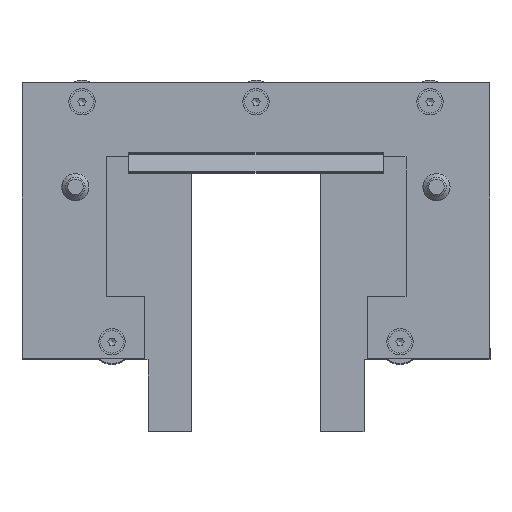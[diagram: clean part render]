
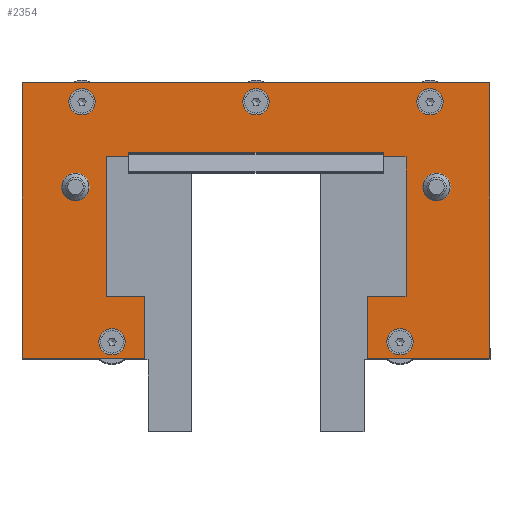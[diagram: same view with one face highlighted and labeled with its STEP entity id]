
A CAD part, top view. The second image highlights one B-rep face of the part: STEP entity #2354.
In plain terms, the highlighted planar face has unit normal (0, 0, 1).
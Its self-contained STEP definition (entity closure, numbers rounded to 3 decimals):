
#212=FACE_BOUND('',#501,.T.);
#213=FACE_BOUND('',#502,.T.);
#214=FACE_BOUND('',#503,.T.);
#215=FACE_BOUND('',#504,.T.);
#216=FACE_BOUND('',#505,.T.);
#217=FACE_BOUND('',#506,.T.);
#218=FACE_BOUND('',#507,.T.);
#254=PLANE('',#2684);
#369=FACE_OUTER_BOUND('',#500,.T.);
#500=EDGE_LOOP('',(#1753,#1754,#1755,#1756,#1757,#1758,#1759,#1760,#1761,
#1762,#1763,#1764));
#501=EDGE_LOOP('',(#1765));
#502=EDGE_LOOP('',(#1766));
#503=EDGE_LOOP('',(#1767));
#504=EDGE_LOOP('',(#1768));
#505=EDGE_LOOP('',(#1769));
#506=EDGE_LOOP('',(#1770));
#507=EDGE_LOOP('',(#1771));
#649=LINE('',#3709,#845);
#653=LINE('',#3717,#849);
#656=LINE('',#3723,#852);
#659=LINE('',#3729,#855);
#662=LINE('',#3735,#858);
#665=LINE('',#3741,#861);
#668=LINE('',#3747,#864);
#671=LINE('',#3753,#867);
#674=LINE('',#3759,#870);
#677=LINE('',#3765,#873);
#680=LINE('',#3771,#876);
#683=LINE('',#3776,#879);
#845=VECTOR('',#2988,1.);
#849=VECTOR('',#2994,1.);
#852=VECTOR('',#2999,1.);
#855=VECTOR('',#3004,1.);
#858=VECTOR('',#3009,1.);
#861=VECTOR('',#3014,1.);
#864=VECTOR('',#3019,1.);
#867=VECTOR('',#3024,1.);
#870=VECTOR('',#3029,1.);
#873=VECTOR('',#3034,1.);
#876=VECTOR('',#3039,1.);
#879=VECTOR('',#3044,1.);
#1029=CIRCLE('',#2642,5.5);
#1032=CIRCLE('',#2647,5.5);
#1035=CIRCLE('',#2652,5.5);
#1039=CIRCLE('',#2658,5.6);
#1040=CIRCLE('',#2660,5.5);
#1043=CIRCLE('',#2665,5.5);
#1047=CIRCLE('',#2671,5.6);
#1124=VERTEX_POINT('',#3645);
#1127=VERTEX_POINT('',#3655);
#1130=VERTEX_POINT('',#3665);
#1134=VERTEX_POINT('',#3677);
#1135=VERTEX_POINT('',#3681);
#1138=VERTEX_POINT('',#3691);
#1142=VERTEX_POINT('',#3703);
#1143=VERTEX_POINT('',#3707);
#1144=VERTEX_POINT('',#3708);
#1147=VERTEX_POINT('',#3716);
#1149=VERTEX_POINT('',#3722);
#1151=VERTEX_POINT('',#3728);
#1153=VERTEX_POINT('',#3734);
#1155=VERTEX_POINT('',#3740);
#1157=VERTEX_POINT('',#3746);
#1159=VERTEX_POINT('',#3752);
#1161=VERTEX_POINT('',#3758);
#1163=VERTEX_POINT('',#3764);
#1165=VERTEX_POINT('',#3770);
#1334=EDGE_CURVE('',#1124,#1124,#1029,.T.);
#1339=EDGE_CURVE('',#1127,#1127,#1032,.T.);
#1344=EDGE_CURVE('',#1130,#1130,#1035,.T.);
#1351=EDGE_CURVE('',#1134,#1134,#1039,.T.);
#1352=EDGE_CURVE('',#1135,#1135,#1040,.T.);
#1357=EDGE_CURVE('',#1138,#1138,#1043,.T.);
#1364=EDGE_CURVE('',#1142,#1142,#1047,.T.);
#1365=EDGE_CURVE('',#1143,#1144,#649,.T.);
#1369=EDGE_CURVE('',#1144,#1147,#653,.T.);
#1372=EDGE_CURVE('',#1147,#1149,#656,.T.);
#1375=EDGE_CURVE('',#1149,#1151,#659,.T.);
#1378=EDGE_CURVE('',#1151,#1153,#662,.T.);
#1381=EDGE_CURVE('',#1153,#1155,#665,.T.);
#1384=EDGE_CURVE('',#1155,#1157,#668,.T.);
#1387=EDGE_CURVE('',#1157,#1159,#671,.T.);
#1390=EDGE_CURVE('',#1159,#1161,#674,.T.);
#1393=EDGE_CURVE('',#1161,#1163,#677,.T.);
#1396=EDGE_CURVE('',#1163,#1165,#680,.T.);
#1399=EDGE_CURVE('',#1165,#1143,#683,.T.);
#1753=ORIENTED_EDGE('',*,*,#1365,.F.);
#1754=ORIENTED_EDGE('',*,*,#1399,.F.);
#1755=ORIENTED_EDGE('',*,*,#1396,.F.);
#1756=ORIENTED_EDGE('',*,*,#1393,.F.);
#1757=ORIENTED_EDGE('',*,*,#1390,.F.);
#1758=ORIENTED_EDGE('',*,*,#1387,.F.);
#1759=ORIENTED_EDGE('',*,*,#1384,.F.);
#1760=ORIENTED_EDGE('',*,*,#1381,.F.);
#1761=ORIENTED_EDGE('',*,*,#1378,.F.);
#1762=ORIENTED_EDGE('',*,*,#1375,.F.);
#1763=ORIENTED_EDGE('',*,*,#1372,.F.);
#1764=ORIENTED_EDGE('',*,*,#1369,.F.);
#1765=ORIENTED_EDGE('',*,*,#1334,.T.);
#1766=ORIENTED_EDGE('',*,*,#1339,.T.);
#1767=ORIENTED_EDGE('',*,*,#1344,.T.);
#1768=ORIENTED_EDGE('',*,*,#1351,.T.);
#1769=ORIENTED_EDGE('',*,*,#1352,.T.);
#1770=ORIENTED_EDGE('',*,*,#1357,.T.);
#1771=ORIENTED_EDGE('',*,*,#1364,.T.);
#2354=ADVANCED_FACE('',(#369,#212,#213,#214,#215,#216,#217,#218),#254,.T.);
#2642=AXIS2_PLACEMENT_3D('',#3646,#2914,#2915);
#2647=AXIS2_PLACEMENT_3D('',#3656,#2926,#2927);
#2652=AXIS2_PLACEMENT_3D('',#3666,#2938,#2939);
#2658=AXIS2_PLACEMENT_3D('',#3679,#2953,#2954);
#2660=AXIS2_PLACEMENT_3D('',#3682,#2957,#2958);
#2665=AXIS2_PLACEMENT_3D('',#3692,#2969,#2970);
#2671=AXIS2_PLACEMENT_3D('',#3705,#2984,#2985);
#2684=AXIS2_PLACEMENT_3D('',#3778,#3046,#3047);
#2914=DIRECTION('center_axis',(0.,0.,-1.));
#2915=DIRECTION('ref_axis',(1.,0.,0.));
#2926=DIRECTION('center_axis',(0.,0.,-1.));
#2927=DIRECTION('ref_axis',(1.,0.,0.));
#2938=DIRECTION('center_axis',(0.,0.,-1.));
#2939=DIRECTION('ref_axis',(1.,0.,0.));
#2953=DIRECTION('center_axis',(0.,0.,-1.));
#2954=DIRECTION('ref_axis',(-1.,0.,0.));
#2957=DIRECTION('center_axis',(0.,0.,-1.));
#2958=DIRECTION('ref_axis',(1.,0.,0.));
#2969=DIRECTION('center_axis',(0.,0.,-1.));
#2970=DIRECTION('ref_axis',(1.,0.,0.));
#2984=DIRECTION('center_axis',(0.,0.,-1.));
#2985=DIRECTION('ref_axis',(-1.,0.,0.));
#2988=DIRECTION('',(0.,-1.,0.));
#2994=DIRECTION('',(-1.,0.,0.));
#2999=DIRECTION('',(0.,1.,0.));
#3004=DIRECTION('',(1.,0.,0.));
#3009=DIRECTION('',(0.,-1.,0.));
#3014=DIRECTION('',(-1.,0.,0.));
#3019=DIRECTION('',(0.,1.,0.));
#3024=DIRECTION('',(1.,0.,0.));
#3029=DIRECTION('',(0.,1.,0.));
#3034=DIRECTION('',(-1.,0.,0.));
#3039=DIRECTION('',(0.,-1.,0.));
#3044=DIRECTION('',(1.,0.,0.));
#3046=DIRECTION('center_axis',(0.,0.,1.));
#3047=DIRECTION('ref_axis',(1.,0.,0.));
#3645=CARTESIAN_POINT('',(54.5,7.,1.5));
#3646=CARTESIAN_POINT('Origin',(60.,7.,1.5));
#3655=CARTESIAN_POINT('',(-5.5,107.,1.5));
#3656=CARTESIAN_POINT('Origin',(0.,107.,1.5));
#3665=CARTESIAN_POINT('',(67.,107.,1.5));
#3666=CARTESIAN_POINT('Origin',(72.5,107.,1.5));
#3677=CARTESIAN_POINT('',(80.85,71.5,1.5));
#3679=CARTESIAN_POINT('Origin',(75.25,71.5,1.5));
#3681=CARTESIAN_POINT('',(-65.5,7.,1.5));
#3682=CARTESIAN_POINT('Origin',(-60.,7.,1.5));
#3691=CARTESIAN_POINT('',(-78.,107.,1.5));
#3692=CARTESIAN_POINT('Origin',(-72.5,107.,1.5));
#3703=CARTESIAN_POINT('',(-69.65,71.5,1.5));
#3705=CARTESIAN_POINT('Origin',(-75.25,71.5,1.5));
#3707=CARTESIAN_POINT('',(-46.5,26.,1.5));
#3708=CARTESIAN_POINT('',(-46.5,0.,1.5));
#3709=CARTESIAN_POINT('',(-46.5,26.,1.5));
#3716=CARTESIAN_POINT('',(-97.5,0.,1.5));
#3717=CARTESIAN_POINT('',(-97.5,0.,1.5));
#3722=CARTESIAN_POINT('',(-97.5,115.,1.5));
#3723=CARTESIAN_POINT('',(-97.5,115.,1.5));
#3728=CARTESIAN_POINT('',(97.5,115.,1.5));
#3729=CARTESIAN_POINT('',(-97.5,115.,1.5));
#3734=CARTESIAN_POINT('',(97.5,0.,1.5));
#3735=CARTESIAN_POINT('',(97.5,115.,1.5));
#3740=CARTESIAN_POINT('',(46.5,0.,1.5));
#3741=CARTESIAN_POINT('',(46.5,0.,1.5));
#3746=CARTESIAN_POINT('',(46.5,26.,1.5));
#3747=CARTESIAN_POINT('',(46.5,26.,1.5));
#3752=CARTESIAN_POINT('',(62.5,26.,1.5));
#3753=CARTESIAN_POINT('',(62.5,26.,1.5));
#3758=CARTESIAN_POINT('',(62.5,84.,1.5));
#3759=CARTESIAN_POINT('',(62.5,84.,1.5));
#3764=CARTESIAN_POINT('',(-62.5,84.,1.5));
#3765=CARTESIAN_POINT('',(-62.5,84.,1.5));
#3770=CARTESIAN_POINT('',(-62.5,26.,1.5));
#3771=CARTESIAN_POINT('',(-62.5,84.,1.5));
#3776=CARTESIAN_POINT('',(-62.5,26.,1.5));
#3778=CARTESIAN_POINT('Origin',(0.,63.425,
1.5));
